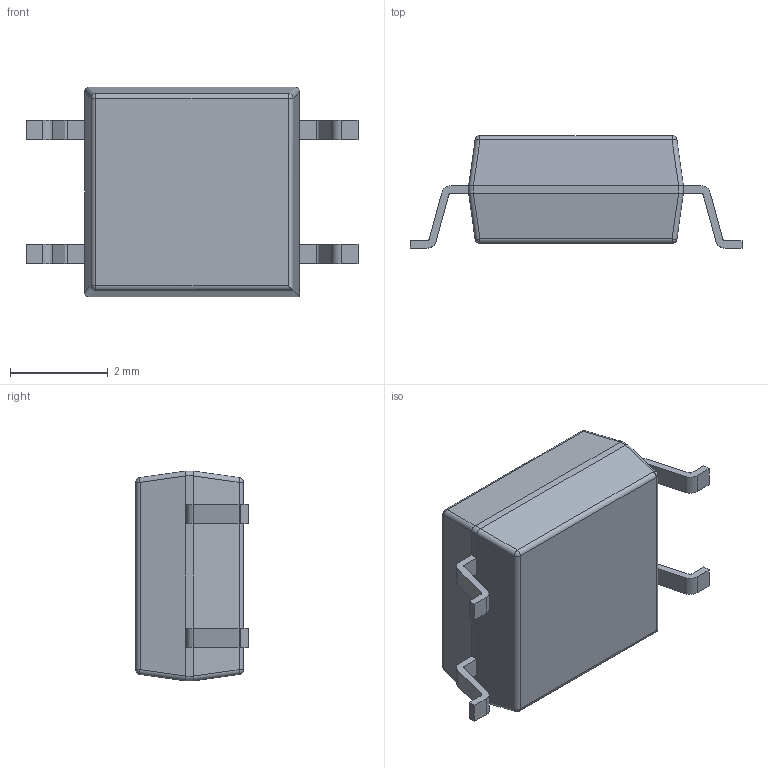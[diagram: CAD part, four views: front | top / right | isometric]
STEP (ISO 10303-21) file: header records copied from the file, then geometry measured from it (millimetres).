
FILE_DESCRIPTION (( 'STEP AP214' ), '1' );
FILE_NAME ('AQY282SX.STEP', '2023-06-12T06:13:12', ( '' ), ( '' ), 'SwSTEP 2.0', 'SolidWorks 2021', '' );
FILE_SCHEMA (( 'AUTOMOTIVE_DESIGN' ));
Length unit declared in the file: millimetre
Products named in the file (1): AQY282SX
Bounding box: 6.8 x 2.3 x 4.3 mm (x, y, z)
Volume: 39.5 mm3; surface area: 78.8 mm2
Topology: 6 solids, 6 shells, 100 faces, 239 edges, 152 vertices
Faces by surface type: plane 57, cylinder 37, sphere 6
Entity records: 2944 total; most frequent: CARTESIAN_POINT 552, DIRECTION 479, ORIENTED_EDGE 478, EDGE_CURVE 239, VECTOR 161, LINE 161, AXIS2_PLACEMENT_3D 159, VERTEX_POINT 152
